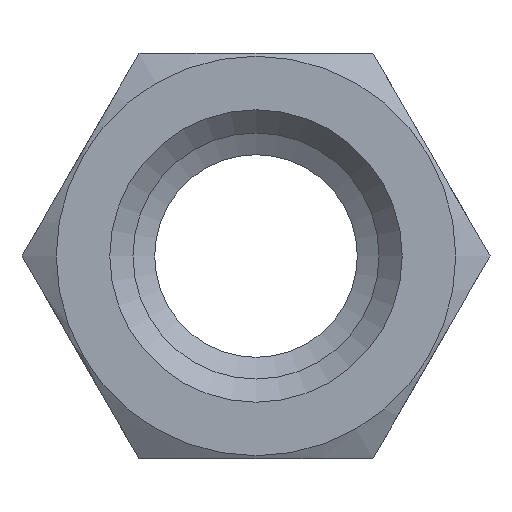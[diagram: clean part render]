
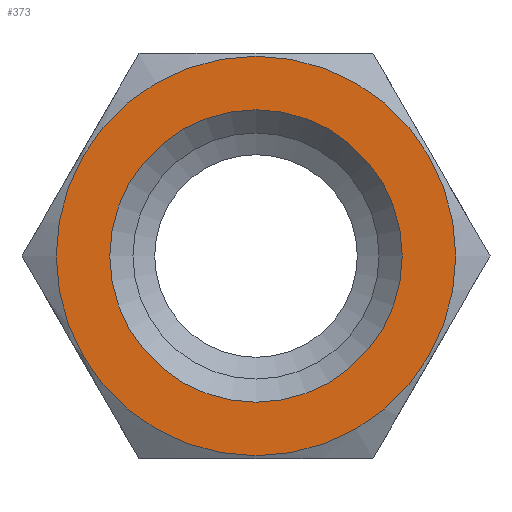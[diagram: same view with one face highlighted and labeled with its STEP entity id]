
A CAD part, front view. The second image highlights one B-rep face of the part: STEP entity #373.
In plain terms, the highlighted planar face has unit normal (0, -1, 0).
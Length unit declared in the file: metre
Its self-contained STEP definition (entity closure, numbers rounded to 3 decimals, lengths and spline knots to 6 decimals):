
#373 = ADVANCED_FACE( 'NONE', ( #802, #803 ), #804, .T. );
#802 = FACE_OUTER_BOUND( '', #2458, .T. );
#803 = FACE_BOUND( '', #2459, .T. );
#804 = PLANE( '', #2460 );
#2458 = EDGE_LOOP( '', ( #3824 ) );
#2459 = EDGE_LOOP( '', ( #3825 ) );
#2460 = AXIS2_PLACEMENT_3D( '', #3826, #3827, #3828 );
#3824 = ORIENTED_EDGE( '', *, *, #4484, .T. );
#3825 = ORIENTED_EDGE( '', *, *, #4485, .F. );
#3826 = CARTESIAN_POINT( '', ( 0.0069, 0., 0. ) );
#3827 = DIRECTION( '', ( 0., -1., 0. ) );
#3828 = DIRECTION( '', ( 0., 0., -1. ) );
#4484 = EDGE_CURVE( 'NONE', #5192, #5192, #5193, .T. );
#4485 = EDGE_CURVE( 'NONE', #5194, #5194, #5195, .T. );
#5192 = VERTEX_POINT( '', #7724 );
#5193 = CIRCLE( '', #7725, 0.0069 );
#5194 = VERTEX_POINT( '', #7726 );
#5195 = CIRCLE( '', #7727, 0.00505 );
#7724 = CARTESIAN_POINT( '', ( 0., 0., -0.0069 ) );
#7725 = AXIS2_PLACEMENT_3D( '', #8046, #8047, #8048 );
#7726 = CARTESIAN_POINT( '', ( 0., 0., -0.00505 ) );
#7727 = AXIS2_PLACEMENT_3D( '', #8049, #8050, #8051 );
#8046 = CARTESIAN_POINT( '', ( 0., 0., 0. ) );
#8047 = DIRECTION( '', ( 0., -1., 0. ) );
#8048 = DIRECTION( '', ( 0., 0., -1. ) );
#8049 = CARTESIAN_POINT( '', ( 0., 0., 0. ) );
#8050 = DIRECTION( '', ( 0., -1., 0. ) );
#8051 = DIRECTION( '', ( 0., 0., -1. ) );
